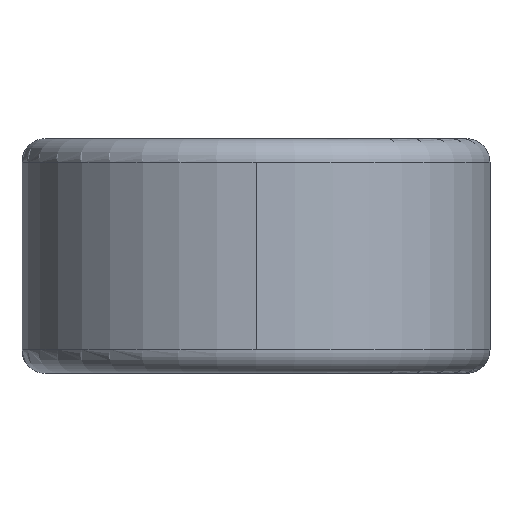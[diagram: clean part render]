
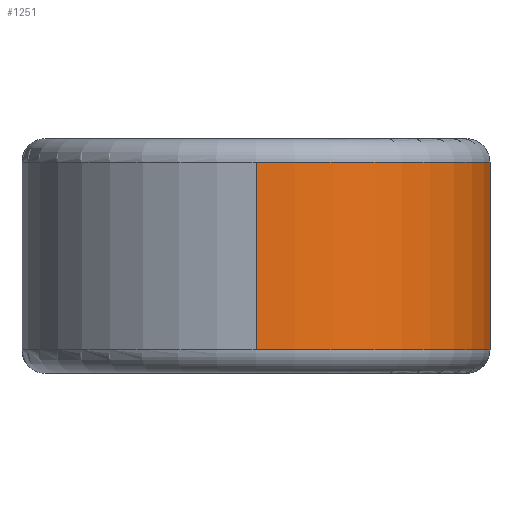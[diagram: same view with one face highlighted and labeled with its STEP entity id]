
A CAD part, left-side view. The second image highlights one B-rep face of the part: STEP entity #1251.
In plain terms, the highlighted cylindrical face has radius 50.8 mm (diameter 101.6 mm), a partial arc.
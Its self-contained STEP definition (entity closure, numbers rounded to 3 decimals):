
#10 = CARTESIAN_POINT ( 'NONE',  ( 42.809, -27.357, -8.931 ) ) ;
#18 = CARTESIAN_POINT ( 'NONE',  ( 43.751, -25.828, 14.029 ) ) ;
#87 = CARTESIAN_POINT ( 'NONE',  ( 0., 0., 20.32 ) ) ;
#108 = CARTESIAN_POINT ( 'NONE',  ( 43.397, -26.413, 12.361 ) ) ;
#147 = CARTESIAN_POINT ( 'NONE',  ( 44.994, -23.588, 18.808 ) ) ;
#193 = ORIENTED_EDGE ( 'NONE', *, *, #453, .T. ) ;
#218 = DIRECTION ( 'NONE',  ( 1., 0., 0. ) ) ;
#250 = EDGE_CURVE ( 'NONE', #1592, #1346, #1629, .T. ) ;
#272 = CARTESIAN_POINT ( 'NONE',  ( 45.452, -22.688, -20.32 ) ) ;
#353 = CARTESIAN_POINT ( 'NONE',  ( 43.768, -25.79, -14.042 ) ) ;
#391 = CARTESIAN_POINT ( 'NONE',  ( 0., 0., 25.4 ) ) ;
#415 = VERTEX_POINT ( 'NONE', #272 ) ;
#420 = DIRECTION ( 'NONE',  ( 0., 0., -1. ) ) ;
#453 = EDGE_CURVE ( 'NONE', #1346, #1614, #1043, .T. ) ;
#488 = CARTESIAN_POINT ( 'NONE',  ( -50.8, 0., 25.4 ) ) ;
#516 = CARTESIAN_POINT ( 'NONE',  ( 0., 0., -20.32 ) ) ;
#526 = CARTESIAN_POINT ( 'NONE',  ( 45.22, -23.152, 19.574 ) ) ;
#562 = EDGE_LOOP ( 'NONE', ( #1376, #193, #688, #1639 ) ) ;
#621 = EDGE_CURVE ( 'NONE', #1614, #415, #1290, .T. ) ;
#632 = CARTESIAN_POINT ( 'NONE',  ( 44.348, -24.781, 16.452 ) ) ;
#652 = CARTESIAN_POINT ( 'NONE',  ( 43.417, -26.377, -12.373 ) ) ;
#665 = DIRECTION ( 'NONE',  ( -1., 0., 0. ) ) ;
#688 = ORIENTED_EDGE ( 'NONE', *, *, #621, .T. ) ;
#783 = CARTESIAN_POINT ( 'NONE',  ( 42.263, -28.187, -3.638 ) ) ;
#803 = CARTESIAN_POINT ( 'NONE',  ( 42.26, -28.192, 3.592 ) ) ;
#868 = DIRECTION ( 'NONE',  ( 0., 0., -1. ) ) ;
#902 = CARTESIAN_POINT ( 'NONE',  ( 42.592, -27.688, 7.141 ) ) ;
#914 = CARTESIAN_POINT ( 'NONE',  ( -50.8, 0., -20.32 ) ) ;
#931 = CARTESIAN_POINT ( 'NONE',  ( 42.495, -27.836, 6.257 ) ) ;
#949 = VECTOR ( 'NONE', #1018, 1000. ) ;
#964 = CARTESIAN_POINT ( 'NONE',  ( -50.8, 0., 20.32 ) ) ;
#1014 = CARTESIAN_POINT ( 'NONE',  ( 44.551, -24.423, -17.276 ) ) ;
#1018 = DIRECTION ( 'NONE',  ( 0., 0., -1. ) ) ;
#1043 = LINE ( 'NONE', #488, #949 ) ;
#1053 = CARTESIAN_POINT ( 'NONE',  ( 43.253, -26.643, -11.522 ) ) ;
#1054 = FACE_OUTER_BOUND ( 'NONE', #562, .T. ) ;
#1098 = AXIS2_PLACEMENT_3D ( 'NONE', #87, #868, #218 ) ;
#1152 = CARTESIAN_POINT ( 'NONE',  ( 45.452, -22.688, -20.32 ) ) ;
#1161 = AXIS2_PLACEMENT_3D ( 'NONE', #391, #420, #665 ) ;
#1195 = CARTESIAN_POINT ( 'NONE',  ( 42.821, -27.333, 8.898 ) ) ;
#1251 = ADVANCED_FACE ( 'NONE', ( #1054 ), #1582, .T. ) ;
#1263 = AXIS2_PLACEMENT_3D ( 'NONE', #516, #1340, #1579 ) ;
#1290 = CIRCLE ( 'NONE', #1263, 50.8 ) ;
#1305 = CARTESIAN_POINT ( 'NONE',  ( 42.954, -27.124, 9.774 ) ) ;
#1340 = DIRECTION ( 'NONE',  ( 0., 0., 1. ) ) ;
#1342 = CARTESIAN_POINT ( 'NONE',  ( 42.577, -27.711, -7.182 ) ) ;
#1346 = VERTEX_POINT ( 'NONE', #964 ) ;
#1376 = ORIENTED_EDGE ( 'NONE', *, *, #250, .T. ) ;
#1402 = CARTESIAN_POINT ( 'NONE',  ( 45.452, -22.688, 20.32 ) ) ;
#1422 = B_SPLINE_CURVE_WITH_KNOTS ( 'NONE', 3,
 ( #1152, #1673, #1014, #1546, #353, #652, #1053, #10, #1342, #783, #1712, #1701, #803, #931, #902, #1195, #1305, #108, #18, #632, #1572, #147, #526, #1481 ),
 .UNSPECIFIED., .F., .F.,
 ( 4, 2, 2, 2, 2, 2, 2, 2, 2, 2, 2, 4 ),
 ( 0., 0.005, 0.008, 0.011, 0.016, 0.022, 0.027, 0.03, 0.032, 0.038, 0.04, 0.043 ),
 .UNSPECIFIED. ) ;
#1481 = CARTESIAN_POINT ( 'NONE',  ( 45.452, -22.688, 20.32 ) ) ;
#1546 = CARTESIAN_POINT ( 'NONE',  ( 43.956, -25.469, -14.862 ) ) ;
#1572 = CARTESIAN_POINT ( 'NONE',  ( 44.557, -24.403, 17.246 ) ) ;
#1579 = DIRECTION ( 'NONE',  ( 1., 0., 0. ) ) ;
#1582 = CYLINDRICAL_SURFACE ( 'NONE', #1161, 50.8 ) ;
#1592 = VERTEX_POINT ( 'NONE', #1402 ) ;
#1612 = EDGE_CURVE ( 'NONE', #415, #1592, #1422, .T. ) ;
#1614 = VERTEX_POINT ( 'NONE', #914 ) ;
#1629 = CIRCLE ( 'NONE', #1098, 50.8 ) ;
#1639 = ORIENTED_EDGE ( 'NONE', *, *, #1612, .T. ) ;
#1673 = CARTESIAN_POINT ( 'NONE',  ( 44.989, -23.616, -18.828 ) ) ;
#1701 = CARTESIAN_POINT ( 'NONE',  ( 42.179, -28.312, 1.793 ) ) ;
#1712 = CARTESIAN_POINT ( 'NONE',  ( 42.181, -28.309, -1.843 ) ) ;
